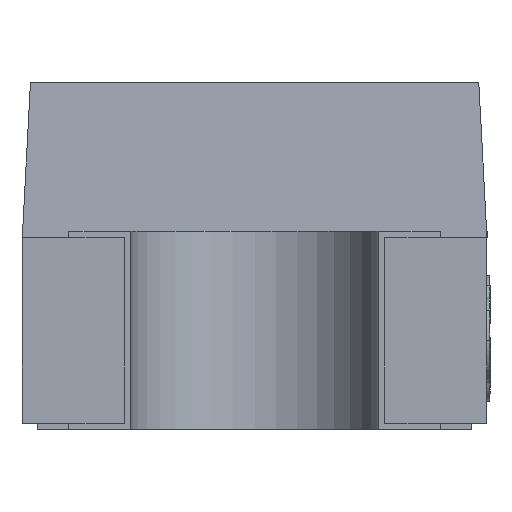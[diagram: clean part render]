
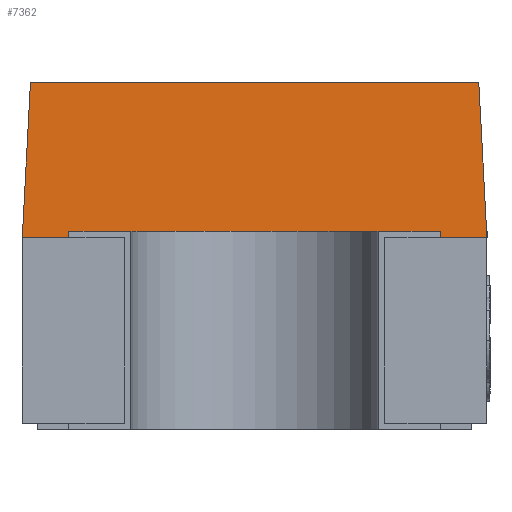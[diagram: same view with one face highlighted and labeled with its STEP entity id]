
A CAD part, left-side view. The second image highlights one B-rep face of the part: STEP entity #7362.
In plain terms, the highlighted planar face has unit normal (-0.999, 0, 0.052).
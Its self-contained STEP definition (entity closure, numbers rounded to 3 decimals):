
#175 = CARTESIAN_POINT ( 'NONE',  ( -0.999, -0.45, 0.62 ) ) ;
#210 = CARTESIAN_POINT ( 'NONE',  ( -1., -0.25, 0.6 ) ) ;
#600 = CARTESIAN_POINT ( 'NONE',  ( -1., -0.75, 0.6 ) ) ;
#752 = EDGE_CURVE ( 'NONE', #1018, #10018, #14558, .T. ) ;
#873 = EDGE_CURVE ( 'NONE', #4758, #9141, #5781, .T. ) ;
#941 = VECTOR ( 'NONE', #8102, 1000. ) ;
#1018 = VERTEX_POINT ( 'NONE', #175 ) ;
#1382 = ORIENTED_EDGE ( 'NONE', *, *, #14894, .F. ) ;
#1400 = CARTESIAN_POINT ( 'NONE',  ( -1., -0.75, 0.6 ) ) ;
#1599 = VECTOR ( 'NONE', #10197, 1000. ) ;
#1773 = VERTEX_POINT ( 'NONE', #2520 ) ;
#2063 = ORIENTED_EDGE ( 'NONE', *, *, #873, .T. ) ;
#2399 = ORIENTED_EDGE ( 'NONE', *, *, #752, .T. ) ;
#2520 = CARTESIAN_POINT ( 'NONE',  ( -1., -0.25, 0.6 ) ) ;
#2544 = DIRECTION ( 'NONE',  ( -0.999, 0., 0.052 ) ) ;
#2591 = CARTESIAN_POINT ( 'NONE',  ( -0.974, 0.724, 1.1 ) ) ;
#3180 = CARTESIAN_POINT ( 'NONE',  ( -1., 0.75, 0.6 ) ) ;
#3385 = CARTESIAN_POINT ( 'NONE',  ( -1., -0.605, 0.6 ) ) ;
#3428 = EDGE_LOOP ( 'NONE', ( #15790, #7058, #11172, #2399, #17042, #9626, #14089, #1382, #7579, #8091, #2063 ) ) ;
#3696 = CARTESIAN_POINT ( 'NONE',  ( -1., -0.45, 0.6 ) ) ;
#4596 = LINE ( 'NONE', #16971, #12503 ) ;
#4758 = VERTEX_POINT ( 'NONE', #11543 ) ;
#5484 = VECTOR ( 'NONE', #7122, 1000. ) ;
#5781 = LINE ( 'NONE', #16393, #14431 ) ;
#5905 = LINE ( 'NONE', #10199, #15031 ) ;
#6862 = VERTEX_POINT ( 'NONE', #3180 ) ;
#6967 = LINE ( 'NONE', #14851, #5484 ) ;
#7058 = ORIENTED_EDGE ( 'NONE', *, *, #12085, .T. ) ;
#7107 = LINE ( 'NONE', #210, #15882 ) ;
#7122 = DIRECTION ( 'NONE',  ( 0., -1., 0. ) ) ;
#7199 = DIRECTION ( 'NONE',  ( 0.052, 0., 0.999 ) ) ;
#7362 = ADVANCED_FACE ( 'NONE', ( #11377 ), #16750, .T. ) ;
#7425 = LINE ( 'NONE', #11376, #13896 ) ;
#7579 = ORIENTED_EDGE ( 'NONE', *, *, #12525, .T. ) ;
#7716 = DIRECTION ( 'NONE',  ( 0., -1., 0. ) ) ;
#7804 = CARTESIAN_POINT ( 'NONE',  ( -1., -0.75, 0.6 ) ) ;
#8091 = ORIENTED_EDGE ( 'NONE', *, *, #10702, .T. ) ;
#8102 = DIRECTION ( 'NONE',  ( 0., -1., 0. ) ) ;
#8386 = DIRECTION ( 'NONE',  ( 0., -1., 0. ) ) ;
#8504 = EDGE_CURVE ( 'NONE', #9141, #1773, #13732, .T. ) ;
#9141 = VERTEX_POINT ( 'NONE', #11676 ) ;
#9626 = ORIENTED_EDGE ( 'NONE', *, *, #16930, .T. ) ;
#9657 = DIRECTION ( 'NONE',  ( 0., -1., 0. ) ) ;
#9873 = CARTESIAN_POINT ( 'NONE',  ( -0.974, 0., 1.1 ) ) ;
#9926 = DIRECTION ( 'NONE',  ( -0.052, -0.052, -0.997 ) ) ;
#10018 = VERTEX_POINT ( 'NONE', #3696 ) ;
#10197 = DIRECTION ( 'NONE',  ( -0.052, 0., -0.999 ) ) ;
#10199 = CARTESIAN_POINT ( 'NONE',  ( -1., -0.75, 0.6 ) ) ;
#10655 = VERTEX_POINT ( 'NONE', #3385 ) ;
#10690 = EDGE_CURVE ( 'NONE', #13537, #16073, #4596, .T. ) ;
#10702 = EDGE_CURVE ( 'NONE', #6862, #4758, #5905, .T. ) ;
#10929 = DIRECTION ( 'NONE',  ( 0., -1., 0. ) ) ;
#11172 = ORIENTED_EDGE ( 'NONE', *, *, #16277, .T. ) ;
#11178 = CARTESIAN_POINT ( 'NONE',  ( -0.974, -0.724, 1.1 ) ) ;
#11233 = CARTESIAN_POINT ( 'NONE',  ( -1., -0.75, 0.6 ) ) ;
#11376 = CARTESIAN_POINT ( 'NONE',  ( -0.996, 0.746, 0.678 ) ) ;
#11377 = FACE_OUTER_BOUND ( 'NONE', #3428, .T. ) ;
#11543 = CARTESIAN_POINT ( 'NONE',  ( -1., 0.605, 0.6 ) ) ;
#11676 = CARTESIAN_POINT ( 'NONE',  ( -1., 0., 0.6 ) ) ;
#11965 = VECTOR ( 'NONE', #9657, 1000. ) ;
#12085 = EDGE_CURVE ( 'NONE', #1773, #12610, #7107, .T. ) ;
#12503 = VECTOR ( 'NONE', #9926, 1000. ) ;
#12525 = EDGE_CURVE ( 'NONE', #13985, #6862, #7425, .T. ) ;
#12567 = LINE ( 'NONE', #11233, #11965 ) ;
#12595 = LINE ( 'NONE', #9873, #14413 ) ;
#12610 = VERTEX_POINT ( 'NONE', #16019 ) ;
#12655 = CARTESIAN_POINT ( 'NONE',  ( -1., -0.45, 0.6 ) ) ;
#13035 = CARTESIAN_POINT ( 'NONE',  ( -1., -0.75, 0.6 ) ) ;
#13090 = LINE ( 'NONE', #7804, #15332 ) ;
#13136 = DIRECTION ( 'NONE',  ( 0.052, 0., 0.999 ) ) ;
#13537 = VERTEX_POINT ( 'NONE', #11178 ) ;
#13732 = LINE ( 'NONE', #1400, #941 ) ;
#13896 = VECTOR ( 'NONE', #15430, 1000. ) ;
#13985 = VERTEX_POINT ( 'NONE', #2591 ) ;
#14089 = ORIENTED_EDGE ( 'NONE', *, *, #10690, .F. ) ;
#14413 = VECTOR ( 'NONE', #10929, 1000. ) ;
#14431 = VECTOR ( 'NONE', #8386, 1000. ) ;
#14558 = LINE ( 'NONE', #12655, #1599 ) ;
#14851 = CARTESIAN_POINT ( 'NONE',  ( -0.999, -0.75, 0.62 ) ) ;
#14894 = EDGE_CURVE ( 'NONE', #13985, #13537, #12595, .T. ) ;
#15031 = VECTOR ( 'NONE', #15569, 1000. ) ;
#15332 = VECTOR ( 'NONE', #7716, 1000. ) ;
#15430 = DIRECTION ( 'NONE',  ( -0.052, 0.052, -0.997 ) ) ;
#15569 = DIRECTION ( 'NONE',  ( 0., -1., 0. ) ) ;
#15790 = ORIENTED_EDGE ( 'NONE', *, *, #8504, .T. ) ;
#15882 = VECTOR ( 'NONE', #7199, 1000. ) ;
#16019 = CARTESIAN_POINT ( 'NONE',  ( -0.999, -0.25, 0.62 ) ) ;
#16073 = VERTEX_POINT ( 'NONE', #600 ) ;
#16277 = EDGE_CURVE ( 'NONE', #12610, #1018, #6967, .T. ) ;
#16393 = CARTESIAN_POINT ( 'NONE',  ( -1., -0.75, 0.6 ) ) ;
#16750 = PLANE ( 'NONE',  #17198 ) ;
#16930 = EDGE_CURVE ( 'NONE', #10655, #16073, #12567, .T. ) ;
#16971 = CARTESIAN_POINT ( 'NONE',  ( -1., -0.75, 0.6 ) ) ;
#17042 = ORIENTED_EDGE ( 'NONE', *, *, #17177, .T. ) ;
#17177 = EDGE_CURVE ( 'NONE', #10018, #10655, #13090, .T. ) ;
#17198 = AXIS2_PLACEMENT_3D ( 'NONE', #13035, #2544, #13136 ) ;
